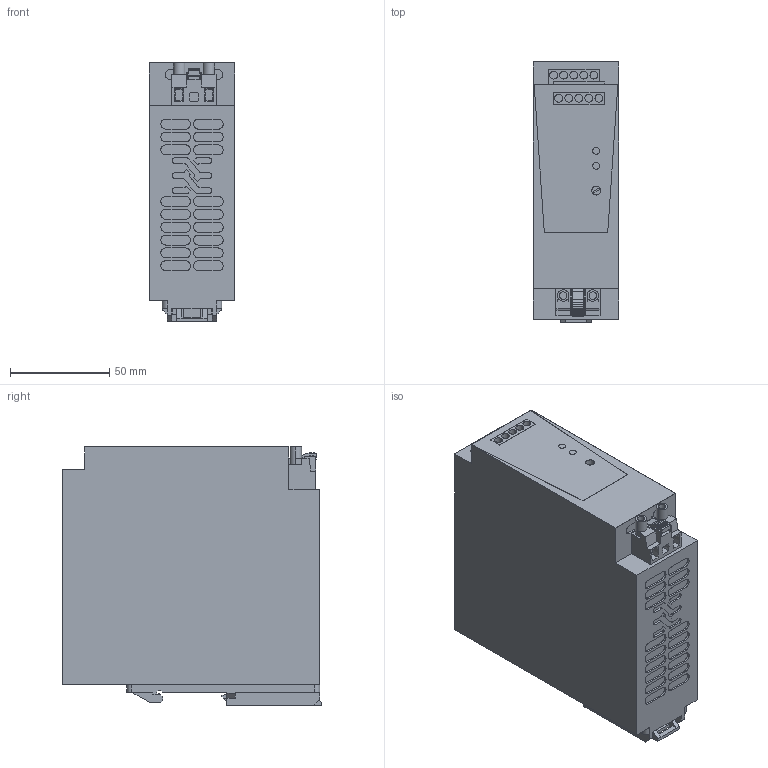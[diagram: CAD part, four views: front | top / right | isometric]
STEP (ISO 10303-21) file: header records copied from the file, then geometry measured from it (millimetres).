
FILE_DESCRIPTION(('CATIA V5R24 STEP','CAx-IF Rec.Pracs.--- Model Styling and Organization---1.2---2011-12-15'),'2;1');
FILE_NAME ('8888488_3', '2017-09-06T09:45:40+00:00', ('Weidmueller Interface'), ('Weidmueller'), 'CATIA Version 5-6 Release 2014 SP4', 'CATIA V5 STEP AP214', 'none');
FILE_SCHEMA(('AUTOMOTIVE_DESIGN { 1 0 10303 214 1 1 1 1 }'));
Length unit declared in the file: millimetre
Products named in the file (1): S3D_PRO_DCDC_240W_24V_10A
Bounding box: 43 x 131.2 x 130.5 mm (x, y, z)
Volume: 666660.8 mm3; surface area: 78403.6 mm2
Topology: 10 solids, 10 shells, 713 faces, 1823 edges, 1199 vertices
Faces by surface type: plane 504, cylinder 126, extrusion 79, cone 4
Entity records: 21917 total; most frequent: CARTESIAN_POINT 5335, ORIENTED_EDGE 3646, DIRECTION 2405, EDGE_CURVE 1823, VECTOR 1373, LINE 1294, VERTEX_POINT 1198, EDGE_LOOP 800
